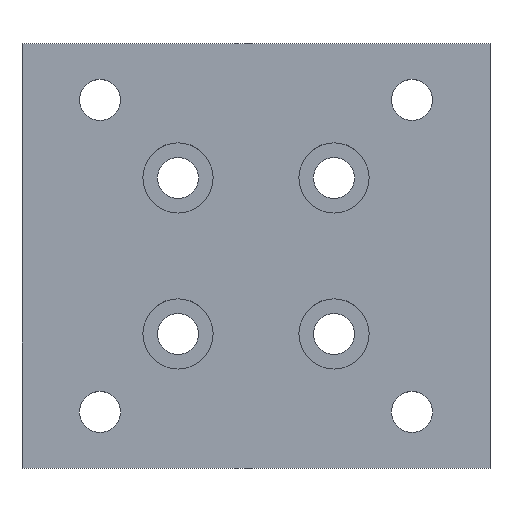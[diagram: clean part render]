
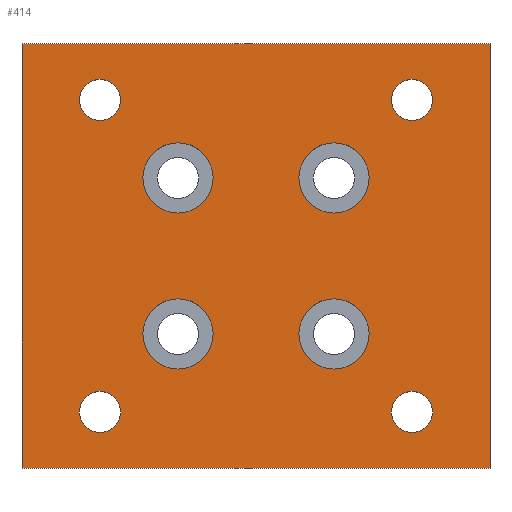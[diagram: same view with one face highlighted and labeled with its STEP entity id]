
A CAD part, top view. The second image highlights one B-rep face of the part: STEP entity #414.
In plain terms, the highlighted planar face has unit normal (0, 0, 1).
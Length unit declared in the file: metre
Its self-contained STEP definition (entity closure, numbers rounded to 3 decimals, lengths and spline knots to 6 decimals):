
#28=CIRCLE('',#458,0.005625);
#29=CIRCLE('',#459,0.005625);
#30=CIRCLE('',#460,0.005625);
#31=CIRCLE('',#461,0.005625);
#32=CIRCLE('',#462,0.0033);
#33=CIRCLE('',#463,0.0033);
#34=CIRCLE('',#464,0.0033);
#35=CIRCLE('',#465,0.0033);
#76=ORIENTED_EDGE('',*,*,#160,.T.);
#77=ORIENTED_EDGE('',*,*,#161,.T.);
#78=ORIENTED_EDGE('',*,*,#162,.T.);
#79=ORIENTED_EDGE('',*,*,#163,.T.);
#80=ORIENTED_EDGE('',*,*,#164,.T.);
#81=ORIENTED_EDGE('',*,*,#165,.T.);
#82=ORIENTED_EDGE('',*,*,#166,.T.);
#83=ORIENTED_EDGE('',*,*,#167,.T.);
#84=ORIENTED_EDGE('',*,*,#150,.F.);
#85=ORIENTED_EDGE('',*,*,#154,.T.);
#86=ORIENTED_EDGE('',*,*,#157,.T.);
#87=ORIENTED_EDGE('',*,*,#159,.F.);
#150=EDGE_CURVE('',#194,#195,#234,.T.);
#154=EDGE_CURVE('',#194,#197,#238,.T.);
#157=EDGE_CURVE('',#197,#199,#241,.T.);
#159=EDGE_CURVE('',#195,#199,#243,.T.);
#160=EDGE_CURVE('',#200,#200,#28,.T.);
#161=EDGE_CURVE('',#201,#201,#29,.T.);
#162=EDGE_CURVE('',#202,#202,#30,.T.);
#163=EDGE_CURVE('',#203,#203,#31,.T.);
#164=EDGE_CURVE('',#204,#204,#32,.F.);
#165=EDGE_CURVE('',#205,#205,#33,.F.);
#166=EDGE_CURVE('',#206,#206,#34,.F.);
#167=EDGE_CURVE('',#207,#207,#35,.F.);
#194=VERTEX_POINT('',#659);
#195=VERTEX_POINT('',#661);
#197=VERTEX_POINT('',#667);
#199=VERTEX_POINT('',#673);
#200=VERTEX_POINT('',#680);
#201=VERTEX_POINT('',#682);
#202=VERTEX_POINT('',#684);
#203=VERTEX_POINT('',#686);
#204=VERTEX_POINT('',#688);
#205=VERTEX_POINT('',#690);
#206=VERTEX_POINT('',#692);
#207=VERTEX_POINT('',#694);
#234=LINE('',#660,#246);
#238=LINE('',#668,#250);
#241=LINE('',#674,#253);
#243=LINE('',#677,#255);
#246=VECTOR('',#521,1.);
#250=VECTOR('',#527,1.);
#253=VECTOR('',#532,1.);
#255=VECTOR('',#536,1.);
#260=EDGE_LOOP('',(#76));
#261=EDGE_LOOP('',(#77));
#262=EDGE_LOOP('',(#78));
#263=EDGE_LOOP('',(#79));
#264=EDGE_LOOP('',(#80));
#265=EDGE_LOOP('',(#81));
#266=EDGE_LOOP('',(#82));
#267=EDGE_LOOP('',(#83));
#268=EDGE_LOOP('',(#84,#85,#86,#87));
#330=FACE_BOUND('',#260,.T.);
#331=FACE_BOUND('',#261,.T.);
#332=FACE_BOUND('',#262,.T.);
#333=FACE_BOUND('',#263,.T.);
#334=FACE_BOUND('',#264,.T.);
#335=FACE_BOUND('',#265,.T.);
#336=FACE_BOUND('',#266,.T.);
#337=FACE_BOUND('',#267,.T.);
#338=FACE_BOUND('',#268,.T.);
#400=PLANE('',#457);
#414=ADVANCED_FACE('',(#330,#331,#332,#333,#334,#335,#336,#337,#338),#400,
 .T.);
#457=AXIS2_PLACEMENT_3D('',#678,#537,#538);
#458=AXIS2_PLACEMENT_3D('',#679,#539,#540);
#459=AXIS2_PLACEMENT_3D('',#681,#541,#542);
#460=AXIS2_PLACEMENT_3D('',#683,#543,#544);
#461=AXIS2_PLACEMENT_3D('',#685,#545,#546);
#462=AXIS2_PLACEMENT_3D('',#687,#547,#548);
#463=AXIS2_PLACEMENT_3D('',#689,#549,#550);
#464=AXIS2_PLACEMENT_3D('',#691,#551,#552);
#465=AXIS2_PLACEMENT_3D('',#693,#553,#554);
#521=DIRECTION('',(1.,0.,0.));
#527=DIRECTION('',(0.,-1.,0.));
#532=DIRECTION('',(1.,0.,0.));
#536=DIRECTION('',(0.,-1.,0.));
#537=DIRECTION('',(0.,0.,1.));
#538=DIRECTION('',(1.,0.,0.));
#539=DIRECTION('',(0.,0.,-1.));
#540=DIRECTION('',(-1.,0.,0.));
#541=DIRECTION('',(0.,0.,-1.));
#542=DIRECTION('',(-1.,0.,0.));
#543=DIRECTION('',(0.,0.,-1.));
#544=DIRECTION('',(-1.,0.,0.));
#545=DIRECTION('',(0.,0.,-1.));
#546=DIRECTION('',(-1.,0.,0.));
#547=DIRECTION('',(0.,0.,1.));
#548=DIRECTION('',(1.,0.,0.));
#549=DIRECTION('',(0.,0.,1.));
#550=DIRECTION('',(1.,0.,0.));
#551=DIRECTION('',(0.,0.,1.));
#552=DIRECTION('',(1.,0.,0.));
#553=DIRECTION('',(0.,0.,1.));
#554=DIRECTION('',(1.,0.,0.));
#659=CARTESIAN_POINT('',(-0.0375,0.034,0.012));
#660=CARTESIAN_POINT('',(0.,0.034,0.012));
#661=CARTESIAN_POINT('',(0.0375,0.034,0.012));
#667=CARTESIAN_POINT('',(-0.0375,-0.034,0.012));
#668=CARTESIAN_POINT('',(-0.0375,0.,0.012));
#673=CARTESIAN_POINT('',(0.0375,-0.034,0.012));
#674=CARTESIAN_POINT('',(0.,-0.034,0.012));
#677=CARTESIAN_POINT('',(0.0375,0.,0.012));
#678=CARTESIAN_POINT('',(0.,0.,0.012));
#679=CARTESIAN_POINT('',(-0.0125,-0.0125,0.012));
#680=CARTESIAN_POINT('',(-0.018125,-0.0125,0.012));
#681=CARTESIAN_POINT('',(0.0125,-0.0125,0.012));
#682=CARTESIAN_POINT('',(0.006875,-0.0125,0.012));
#683=CARTESIAN_POINT('',(0.0125,0.0125,0.012));
#684=CARTESIAN_POINT('',(0.006875,0.0125,0.012));
#685=CARTESIAN_POINT('',(-0.0125,0.0125,0.012));
#686=CARTESIAN_POINT('',(-0.018125,0.0125,0.012));
#687=CARTESIAN_POINT('',(-0.025,-0.025,0.012));
#688=CARTESIAN_POINT('',(-0.0217,-0.025,0.012));
#689=CARTESIAN_POINT('',(0.025,-0.025,0.012));
#690=CARTESIAN_POINT('',(0.0283,-0.025,0.012));
#691=CARTESIAN_POINT('',(0.025,0.025,0.012));
#692=CARTESIAN_POINT('',(0.0283,0.025,0.012));
#693=CARTESIAN_POINT('',(-0.025,0.025,0.012));
#694=CARTESIAN_POINT('',(-0.0217,0.025,0.012));
